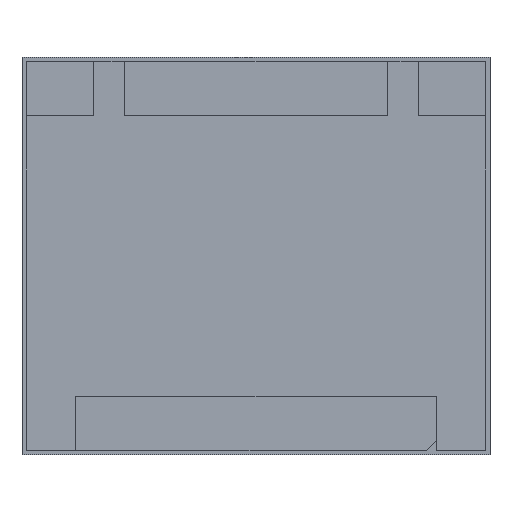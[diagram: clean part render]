
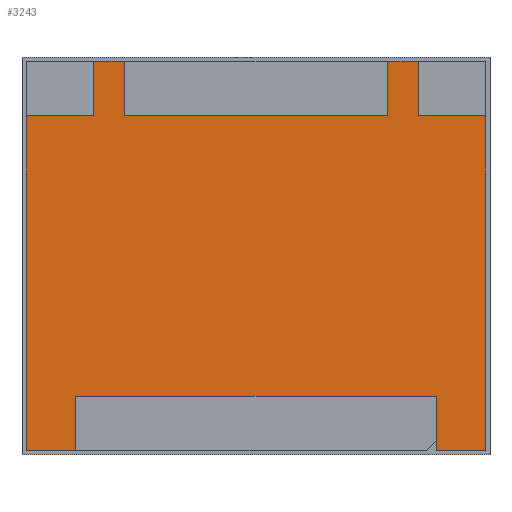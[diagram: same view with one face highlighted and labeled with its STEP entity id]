
A CAD part, front view. The second image highlights one B-rep face of the part: STEP entity #3243.
In plain terms, the highlighted planar face has unit normal (0, -1, 0).
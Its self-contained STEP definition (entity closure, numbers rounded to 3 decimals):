
#37 = VERTEX_POINT ( 'NONE', #3482 ) ;
#50 = CARTESIAN_POINT ( 'NONE',  ( 4.42, 0., 3.745 ) ) ;
#72 = LINE ( 'NONE', #1103, #1345 ) ;
#120 = ORIENTED_EDGE ( 'NONE', *, *, #3347, .T. ) ;
#126 = PLANE ( 'NONE',  #1956 ) ;
#139 = DIRECTION ( 'NONE',  ( 0., 0., -1. ) ) ;
#147 = ORIENTED_EDGE ( 'NONE', *, *, #1618, .T. ) ;
#161 = LINE ( 'NONE', #1895, #1254 ) ;
#163 = LINE ( 'NONE', #2833, #772 ) ;
#250 = VECTOR ( 'NONE', #1949, 1000. ) ;
#292 = ORIENTED_EDGE ( 'NONE', *, *, #3131, .T. ) ;
#341 = VERTEX_POINT ( 'NONE', #628 ) ;
#343 = EDGE_CURVE ( 'NONE', #710, #2222, #2258, .T. ) ;
#381 = CARTESIAN_POINT ( 'NONE',  ( -2.535, 0., 3.745 ) ) ;
#388 = VERTEX_POINT ( 'NONE', #2544 ) ;
#400 = EDGE_CURVE ( 'NONE', #2222, #341, #163, .T. ) ;
#415 = DIRECTION ( 'NONE',  ( 0., 0., -1. ) ) ;
#426 = CARTESIAN_POINT ( 'NONE',  ( 0., 0., 0. ) ) ;
#454 = DIRECTION ( 'NONE',  ( 0., 1., 0. ) ) ;
#461 = VECTOR ( 'NONE', #2639, 1000. ) ;
#476 = FACE_OUTER_BOUND ( 'NONE', #3466, .T. ) ;
#493 = ORIENTED_EDGE ( 'NONE', *, *, #2935, .T. ) ;
#540 = CARTESIAN_POINT ( 'NONE',  ( 3.47, 0., -3.745 ) ) ;
#555 = VECTOR ( 'NONE', #139, 1000. ) ;
#567 = DIRECTION ( 'NONE',  ( 0., 0., 1. ) ) ;
#601 = VERTEX_POINT ( 'NONE', #1579 ) ;
#628 = CARTESIAN_POINT ( 'NONE',  ( 3.12, 0., 2.695 ) ) ;
#642 = LINE ( 'NONE', #2752, #1896 ) ;
#710 = VERTEX_POINT ( 'NONE', #3038 ) ;
#763 = CARTESIAN_POINT ( 'NONE',  ( 4.42, 0., -3.745 ) ) ;
#765 = LINE ( 'NONE', #763, #461 ) ;
#772 = VECTOR ( 'NONE', #1205, 1000. ) ;
#775 = VERTEX_POINT ( 'NONE', #1992 ) ;
#839 = CARTESIAN_POINT ( 'NONE',  ( 3.12, 0., 2.695 ) ) ;
#897 = VERTEX_POINT ( 'NONE', #381 ) ;
#906 = VERTEX_POINT ( 'NONE', #1217 ) ;
#934 = DIRECTION ( 'NONE',  ( 0., 0., 1. ) ) ;
#960 = LINE ( 'NONE', #2038, #3477 ) ;
#1006 = DIRECTION ( 'NONE',  ( 0., 0., 1. ) ) ;
#1020 = DIRECTION ( 'NONE',  ( -1., 0., 0. ) ) ;
#1029 = CARTESIAN_POINT ( 'NONE',  ( -4.42, 0., 2.695 ) ) ;
#1064 = CARTESIAN_POINT ( 'NONE',  ( 4.42, 0., 2.695 ) ) ;
#1070 = EDGE_CURVE ( 'NONE', #2882, #2059, #960, .T. ) ;
#1079 = DIRECTION ( 'NONE',  ( 1., 0., 0. ) ) ;
#1085 = LINE ( 'NONE', #839, #250 ) ;
#1103 = CARTESIAN_POINT ( 'NONE',  ( -3.47, 0., -2.695 ) ) ;
#1170 = VERTEX_POINT ( 'NONE', #1029 ) ;
#1203 = CARTESIAN_POINT ( 'NONE',  ( 3.47, 0., -2.695 ) ) ;
#1205 = DIRECTION ( 'NONE',  ( -1., 0., 0. ) ) ;
#1217 = CARTESIAN_POINT ( 'NONE',  ( -2.535, 0., 2.695 ) ) ;
#1254 = VECTOR ( 'NONE', #2450, 1000. ) ;
#1291 = EDGE_CURVE ( 'NONE', #906, #897, #2647, .T. ) ;
#1307 = ORIENTED_EDGE ( 'NONE', *, *, #2754, .T. ) ;
#1345 = VECTOR ( 'NONE', #1444, 1000. ) ;
#1373 = CARTESIAN_POINT ( 'NONE',  ( -3.12, 0., 2.695 ) ) ;
#1394 = VECTOR ( 'NONE', #1079, 1000. ) ;
#1444 = DIRECTION ( 'NONE',  ( 1., 0., 0. ) ) ;
#1539 = ORIENTED_EDGE ( 'NONE', *, *, #2213, .T. ) ;
#1550 = DIRECTION ( 'NONE',  ( -1., 0., 0. ) ) ;
#1573 = CARTESIAN_POINT ( 'NONE',  ( 3.47, 0., -2.695 ) ) ;
#1579 = CARTESIAN_POINT ( 'NONE',  ( -3.47, 0., -3.745 ) ) ;
#1618 = EDGE_CURVE ( 'NONE', #388, #2330, #2641, .T. ) ;
#1638 = LINE ( 'NONE', #2150, #1394 ) ;
#1640 = VECTOR ( 'NONE', #3527, 1000. ) ;
#1750 = CARTESIAN_POINT ( 'NONE',  ( -4.42, 0., -3.745 ) ) ;
#1825 = CARTESIAN_POINT ( 'NONE',  ( 2.535, 0., 2.695 ) ) ;
#1826 = DIRECTION ( 'NONE',  ( -1., 0., 0. ) ) ;
#1889 = ORIENTED_EDGE ( 'NONE', *, *, #2736, .T. ) ;
#1895 = CARTESIAN_POINT ( 'NONE',  ( -4.42, 0., -3.745 ) ) ;
#1896 = VECTOR ( 'NONE', #567, 1000. ) ;
#1949 = DIRECTION ( 'NONE',  ( 0., 0., 1. ) ) ;
#1956 = AXIS2_PLACEMENT_3D ( 'NONE', #426, #454, #1006 ) ;
#1957 = ORIENTED_EDGE ( 'NONE', *, *, #1291, .T. ) ;
#1963 = VECTOR ( 'NONE', #1550, 1000. ) ;
#1992 = CARTESIAN_POINT ( 'NONE',  ( -3.47, 0., -2.695 ) ) ;
#2004 = EDGE_CURVE ( 'NONE', #1170, #2162, #161, .T. ) ;
#2005 = VECTOR ( 'NONE', #2550, 1000. ) ;
#2038 = CARTESIAN_POINT ( 'NONE',  ( -3.12, 0., 3.82 ) ) ;
#2059 = VERTEX_POINT ( 'NONE', #1373 ) ;
#2145 = VECTOR ( 'NONE', #1020, 1000. ) ;
#2150 = CARTESIAN_POINT ( 'NONE',  ( 4.42, 0., -3.745 ) ) ;
#2161 = CARTESIAN_POINT ( 'NONE',  ( -2.535, 0., 2.695 ) ) ;
#2162 = VERTEX_POINT ( 'NONE', #1750 ) ;
#2213 = EDGE_CURVE ( 'NONE', #3365, #710, #765, .T. ) ;
#2222 = VERTEX_POINT ( 'NONE', #1064 ) ;
#2256 = LINE ( 'NONE', #2616, #1963 ) ;
#2258 = LINE ( 'NONE', #3069, #3407 ) ;
#2330 = VERTEX_POINT ( 'NONE', #1825 ) ;
#2342 = CARTESIAN_POINT ( 'NONE',  ( 2.535, 0., 3.82 ) ) ;
#2405 = ORIENTED_EDGE ( 'NONE', *, *, #2515, .T. ) ;
#2439 = ORIENTED_EDGE ( 'NONE', *, *, #343, .T. ) ;
#2443 = VECTOR ( 'NONE', #3062, 1000. ) ;
#2450 = DIRECTION ( 'NONE',  ( 0., 0., -1. ) ) ;
#2481 = ORIENTED_EDGE ( 'NONE', *, *, #3005, .T. ) ;
#2491 = ORIENTED_EDGE ( 'NONE', *, *, #3459, .T. ) ;
#2515 = EDGE_CURVE ( 'NONE', #3282, #3365, #2722, .T. ) ;
#2544 = CARTESIAN_POINT ( 'NONE',  ( 2.535, 0., 3.745 ) ) ;
#2550 = DIRECTION ( 'NONE',  ( 0., 0., -1. ) ) ;
#2593 = LINE ( 'NONE', #2904, #2145 ) ;
#2616 = CARTESIAN_POINT ( 'NONE',  ( 2.535, 0., 2.695 ) ) ;
#2639 = DIRECTION ( 'NONE',  ( 1., 0., 0. ) ) ;
#2641 = LINE ( 'NONE', #2342, #555 ) ;
#2647 = LINE ( 'NONE', #2161, #1640 ) ;
#2678 = ORIENTED_EDGE ( 'NONE', *, *, #400, .T. ) ;
#2722 = LINE ( 'NONE', #1203, #2005 ) ;
#2736 = EDGE_CURVE ( 'NONE', #601, #775, #642, .T. ) ;
#2752 = CARTESIAN_POINT ( 'NONE',  ( -3.47, 0., -3.82 ) ) ;
#2754 = EDGE_CURVE ( 'NONE', #341, #37, #1085, .T. ) ;
#2824 = LINE ( 'NONE', #2909, #3513 ) ;
#2833 = CARTESIAN_POINT ( 'NONE',  ( 4.5, 0., 2.695 ) ) ;
#2841 = ORIENTED_EDGE ( 'NONE', *, *, #2868, .T. ) ;
#2868 = EDGE_CURVE ( 'NONE', #37, #388, #3234, .T. ) ;
#2882 = VERTEX_POINT ( 'NONE', #3391 ) ;
#2904 = CARTESIAN_POINT ( 'NONE',  ( -3.12, 0., 2.695 ) ) ;
#2909 = CARTESIAN_POINT ( 'NONE',  ( 4.42, 0., 3.745 ) ) ;
#2935 = EDGE_CURVE ( 'NONE', #2059, #1170, #2593, .T. ) ;
#2975 = ORIENTED_EDGE ( 'NONE', *, *, #1070, .T. ) ;
#3005 = EDGE_CURVE ( 'NONE', #2330, #906, #2256, .T. ) ;
#3038 = CARTESIAN_POINT ( 'NONE',  ( 4.42, 0., -3.745 ) ) ;
#3062 = DIRECTION ( 'NONE',  ( -1., 0., 0. ) ) ;
#3069 = CARTESIAN_POINT ( 'NONE',  ( 4.42, 0., -3.745 ) ) ;
#3131 = EDGE_CURVE ( 'NONE', #2162, #601, #1638, .T. ) ;
#3234 = LINE ( 'NONE', #50, #2443 ) ;
#3243 = ADVANCED_FACE ( 'NONE', ( #476 ), #126, .F. ) ;
#3282 = VERTEX_POINT ( 'NONE', #1573 ) ;
#3347 = EDGE_CURVE ( 'NONE', #897, #2882, #2824, .T. ) ;
#3365 = VERTEX_POINT ( 'NONE', #540 ) ;
#3391 = CARTESIAN_POINT ( 'NONE',  ( -3.12, 0., 3.745 ) ) ;
#3407 = VECTOR ( 'NONE', #934, 1000. ) ;
#3459 = EDGE_CURVE ( 'NONE', #775, #3282, #72, .T. ) ;
#3466 = EDGE_LOOP ( 'NONE', ( #120, #2975, #493, #3515, #292, #1889, #2491, #2405, #1539, #2439, #2678, #1307, #2841, #147, #2481, #1957 ) ) ;
#3477 = VECTOR ( 'NONE', #415, 1000. ) ;
#3482 = CARTESIAN_POINT ( 'NONE',  ( 3.12, 0., 3.745 ) ) ;
#3513 = VECTOR ( 'NONE', #1826, 1000. ) ;
#3515 = ORIENTED_EDGE ( 'NONE', *, *, #2004, .T. ) ;
#3527 = DIRECTION ( 'NONE',  ( 0., 0., 1. ) ) ;
